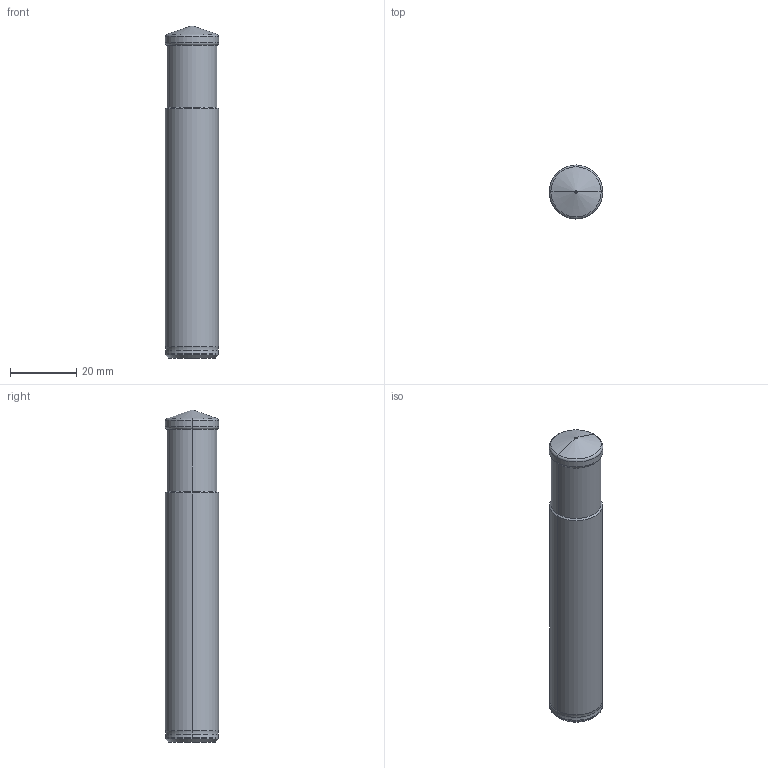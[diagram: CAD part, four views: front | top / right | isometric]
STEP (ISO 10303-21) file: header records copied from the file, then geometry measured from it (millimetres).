
FILE_DESCRIPTION (( 'STEP AP214' ), '1' );
FILE_NAME ('99619-V142-16.STEP', '2017-01-05T09:51:17', ( 'User' ), ( 'GENUINE' ), 'SwSTEP 2.0', 'SolidWorks 2012', '' );
FILE_SCHEMA (( 'AUTOMOTIVE_DESIGN' ));
Length unit declared in the file: millimetre
Products named in the file (1): 99619-V142-16
Bounding box: 16.2 x 16.2 x 100 mm (x, y, z)
Volume: 19267.7 mm3; surface area: 5236.3 mm2
Topology: 1 solids, 1 shells, 28 faces, 54 edges, 28 vertices
Faces by surface type: torus 10, cylinder 8, cone 8, plane 2
Entity records: 881 total; most frequent: DIRECTION 150, CARTESIAN_POINT 111, ORIENTED_EDGE 108, AXIS2_PLACEMENT_3D 67, EDGE_CURVE 54, CIRCLE 38, EDGE_LOOP 28, VERTEX_POINT 28
